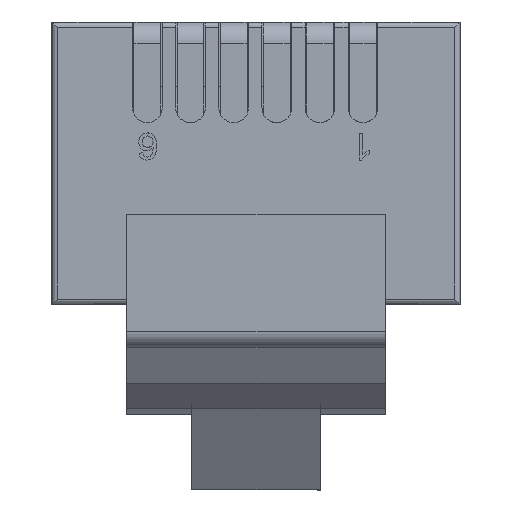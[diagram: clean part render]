
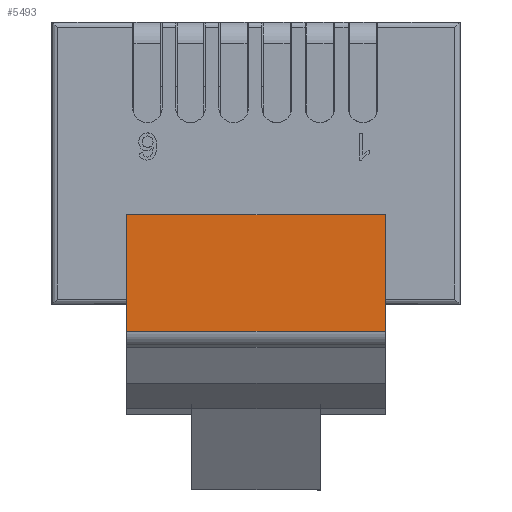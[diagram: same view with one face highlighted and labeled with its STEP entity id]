
A CAD part, front view. The second image highlights one B-rep face of the part: STEP entity #5493.
In plain terms, the highlighted face is planar.
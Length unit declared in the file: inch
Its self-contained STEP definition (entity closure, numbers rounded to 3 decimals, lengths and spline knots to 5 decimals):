
#713 = LINE ( 'NONE', #800, #786 ) ;
#785 = DIRECTION ( 'NONE',  ( -1., 0., 0. ) ) ;
#786 = VECTOR ( 'NONE', #785, 39.37008 ) ;
#800 = CARTESIAN_POINT ( 'NONE',  ( -0.12, 0.156, 0.273 ) ) ;
#846 = DIRECTION ( 'NONE',  ( -1., 0., 0. ) ) ;
#847 = DIRECTION ( 'NONE',  ( 0., 0., -1. ) ) ;
#848 = AXIS2_PLACEMENT_3D ( 'NONE', #914, #847, #846 ) ;
#913 = PLANE ( 'NONE',  #848 ) ;
#914 = CARTESIAN_POINT ( 'NONE',  ( -0.12, 0.171, 0.273 ) ) ;
#915 = FACE_OUTER_BOUND ( 'NONE', #5433, .T. ) ;
#980 = CARTESIAN_POINT ( 'NONE',  ( 0.12, 0.171, 0.273 ) ) ;
#981 = LINE ( 'NONE', #980, #1094 ) ;
#1031 = CARTESIAN_POINT ( 'NONE',  ( 0.12, 0.156, 0.273 ) ) ;
#1044 = DIRECTION ( 'NONE',  ( 1., 0., 0. ) ) ;
#1045 = VECTOR ( 'NONE', #1044, 39.37008 ) ;
#1046 = CARTESIAN_POINT ( 'NONE',  ( 0.12, 0.048, 0.273 ) ) ;
#1047 = LINE ( 'NONE', #1046, #1045 ) ;
#1055 = CARTESIAN_POINT ( 'NONE',  ( 0.12, 0.048, 0.273 ) ) ;
#1093 = DIRECTION ( 'NONE',  ( 0., 1., 0. ) ) ;
#1094 = VECTOR ( 'NONE', #1093, 39.37008 ) ;
#1113 = CARTESIAN_POINT ( 'NONE',  ( -0.12, 0.048, 0.273 ) ) ;
#1118 = DIRECTION ( 'NONE',  ( 0., -1., 0. ) ) ;
#1119 = VECTOR ( 'NONE', #1118, 39.37008 ) ;
#1120 = CARTESIAN_POINT ( 'NONE',  ( -0.12, 0.171, 0.273 ) ) ;
#1121 = LINE ( 'NONE', #1120, #1119 ) ;
#4782 = VERTEX_POINT ( 'NONE', #6928 ) ;
#5343 = ORIENTED_EDGE ( 'NONE', *, *, #5344, .T. ) ;
#5344 = EDGE_CURVE ( 'NONE', #5515, #4782, #713, .T. ) ;
#5433 = EDGE_LOOP ( 'NONE', ( #5502, #5343, #5437, #5498 ) ) ;
#5437 = ORIENTED_EDGE ( 'NONE', *, *, #5608, .T. ) ;
#5493 = ADVANCED_FACE ( 'NONE', ( #915 ), #913, .F. ) ;
#5498 = ORIENTED_EDGE ( 'NONE', *, *, #5589, .T. ) ;
#5502 = ORIENTED_EDGE ( 'NONE', *, *, #5517, .T. ) ;
#5515 = VERTEX_POINT ( 'NONE', #1031 ) ;
#5517 = EDGE_CURVE ( 'NONE', #5525, #5515, #981, .T. ) ;
#5525 = VERTEX_POINT ( 'NONE', #1055 ) ;
#5589 = EDGE_CURVE ( 'NONE', #5606, #5525, #1047, .T. ) ;
#5606 = VERTEX_POINT ( 'NONE', #1113 ) ;
#5608 = EDGE_CURVE ( 'NONE', #4782, #5606, #1121, .T. ) ;
#6928 = CARTESIAN_POINT ( 'NONE',  ( -0.12, 0.156, 0.273 ) ) ;
